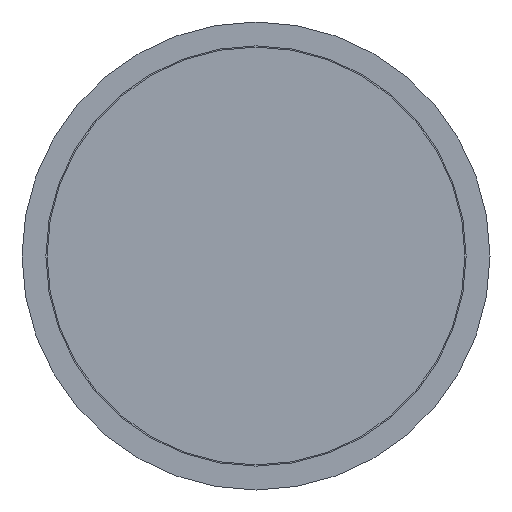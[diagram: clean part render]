
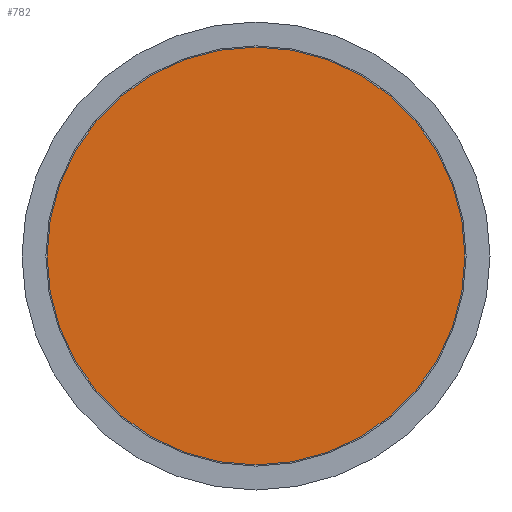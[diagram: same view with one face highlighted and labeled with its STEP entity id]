
A CAD part, front view. The second image highlights one B-rep face of the part: STEP entity #782.
In plain terms, the highlighted planar face has unit normal (0, -1, 0).
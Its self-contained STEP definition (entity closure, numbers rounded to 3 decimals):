
#96 = EDGE_CURVE ( 'NONE', #787, #787, #229, .T. ) ;
#151 = DIRECTION ( 'NONE',  ( 0., 0., 1. ) ) ;
#162 = DIRECTION ( 'NONE',  ( 0., 1., 0. ) ) ;
#229 = CIRCLE ( 'NONE', #757, 43.75 ) ;
#305 = DIRECTION ( 'NONE',  ( 0., -1., 0. ) ) ;
#339 = AXIS2_PLACEMENT_3D ( 'NONE', #854, #162, #151 ) ;
#460 = ORIENTED_EDGE ( 'NONE', *, *, #96, .T. ) ;
#558 = FACE_OUTER_BOUND ( 'NONE', #919, .T. ) ;
#698 = PLANE ( 'NONE',  #339 ) ;
#757 = AXIS2_PLACEMENT_3D ( 'NONE', #984, #305, #990 ) ;
#782 = ADVANCED_FACE ( 'NONE', ( #558 ), #698, .F. ) ;
#787 = VERTEX_POINT ( 'NONE', #874 ) ;
#854 = CARTESIAN_POINT ( 'NONE',  ( -43.75, 0., 0. ) ) ;
#874 = CARTESIAN_POINT ( 'NONE',  ( 0., 0., -43.75 ) ) ;
#919 = EDGE_LOOP ( 'NONE', ( #460 ) ) ;
#984 = CARTESIAN_POINT ( 'NONE',  ( 0., 0., 0. ) ) ;
#990 = DIRECTION ( 'NONE',  ( 0., 0., -1. ) ) ;
